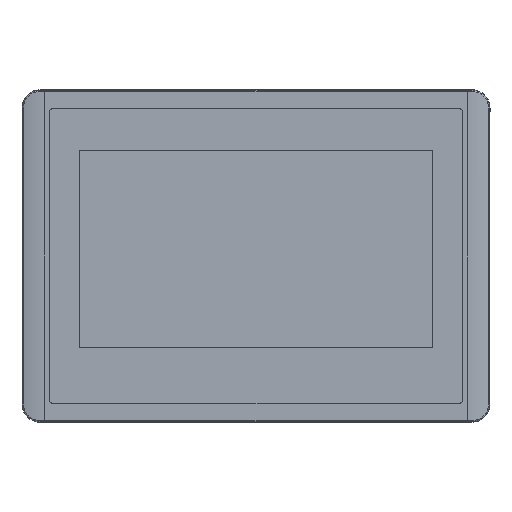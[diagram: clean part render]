
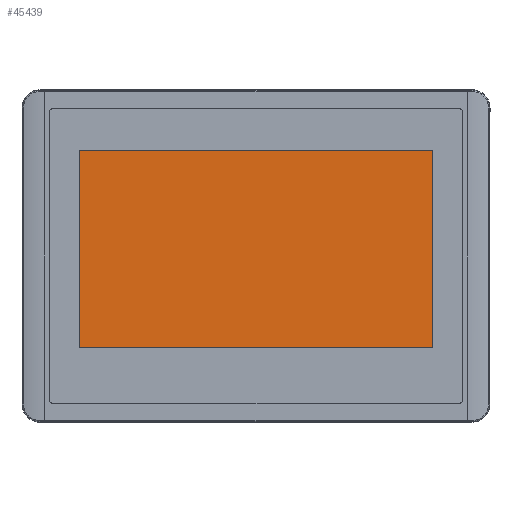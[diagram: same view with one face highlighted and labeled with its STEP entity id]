
A CAD part, front view. The second image highlights one B-rep face of the part: STEP entity #45439.
In plain terms, the highlighted planar face has unit normal (0, -1, 0).
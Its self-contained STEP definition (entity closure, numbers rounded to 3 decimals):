
#648 = DIRECTION ( 'NONE',  ( 0., 0., -1. ) ) ;
#816 = FACE_OUTER_BOUND ( 'NONE', #59884, .T. ) ;
#4297 = CARTESIAN_POINT ( 'NONE',  ( 77.04, -2.78, 45.96 ) ) ;
#4425 = ORIENTED_EDGE ( 'NONE', *, *, #38581, .T. ) ;
#10650 = EDGE_CURVE ( 'NONE', #20995, #17582, #54879, .T. ) ;
#11318 = DIRECTION ( 'NONE',  ( 0., 0., 1. ) ) ;
#12020 = ORIENTED_EDGE ( 'NONE', *, *, #30180, .T. ) ;
#13826 = VECTOR ( 'NONE', #29136, 1000. ) ;
#14279 = VECTOR ( 'NONE', #19743, 1000. ) ;
#14551 = VERTEX_POINT ( 'NONE', #4297 ) ;
#17396 = CARTESIAN_POINT ( 'NONE',  ( -77.04, -2.78, -39.96 ) ) ;
#17582 = VERTEX_POINT ( 'NONE', #17396 ) ;
#18047 = VECTOR ( 'NONE', #42111, 1000. ) ;
#18240 = LINE ( 'NONE', #58381, #18047 ) ;
#18509 = EDGE_CURVE ( 'NONE', #17582, #54759, #18240, .T. ) ;
#19743 = DIRECTION ( 'NONE',  ( -1., 0., 0. ) ) ;
#20995 = VERTEX_POINT ( 'NONE', #32281 ) ;
#23031 = CARTESIAN_POINT ( 'NONE',  ( 77.04, -2.78, -39.96 ) ) ;
#29136 = DIRECTION ( 'NONE',  ( 0., 0., -1. ) ) ;
#29194 = CARTESIAN_POINT ( 'NONE',  ( -77.04, -2.78, 0. ) ) ;
#29523 = DIRECTION ( 'NONE',  ( 0., -1., 0. ) ) ;
#30180 = EDGE_CURVE ( 'NONE', #54759, #14551, #57540, .T. ) ;
#32281 = CARTESIAN_POINT ( 'NONE',  ( -77.04, -2.78, 45.96 ) ) ;
#33920 = PLANE ( 'NONE',  #61756 ) ;
#37031 = ORIENTED_EDGE ( 'NONE', *, *, #10650, .T. ) ;
#38581 = EDGE_CURVE ( 'NONE', #14551, #20995, #51181, .T. ) ;
#40187 = CARTESIAN_POINT ( 'NONE',  ( 77.04, -2.78, 0. ) ) ;
#42111 = DIRECTION ( 'NONE',  ( 1., 0., 0. ) ) ;
#45439 = ADVANCED_FACE ( 'NONE', ( #816 ), #33920, .T. ) ;
#48459 = CARTESIAN_POINT ( 'NONE',  ( 0., -2.78, 45.96 ) ) ;
#51181 = LINE ( 'NONE', #48459, #14279 ) ;
#52823 = ORIENTED_EDGE ( 'NONE', *, *, #18509, .T. ) ;
#54759 = VERTEX_POINT ( 'NONE', #23031 ) ;
#54879 = LINE ( 'NONE', #29194, #13826 ) ;
#57540 = LINE ( 'NONE', #40187, #57666 ) ;
#57666 = VECTOR ( 'NONE', #11318, 1000. ) ;
#58381 = CARTESIAN_POINT ( 'NONE',  ( 0., -2.78, -39.96 ) ) ;
#58501 = CARTESIAN_POINT ( 'NONE',  ( 0., -2.78, 0. ) ) ;
#59884 = EDGE_LOOP ( 'NONE', ( #12020, #4425, #37031, #52823 ) ) ;
#61756 = AXIS2_PLACEMENT_3D ( 'NONE', #58501, #29523, #648 ) ;
